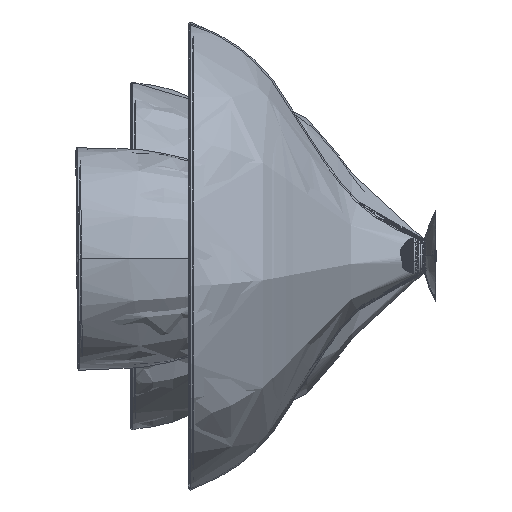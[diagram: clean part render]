
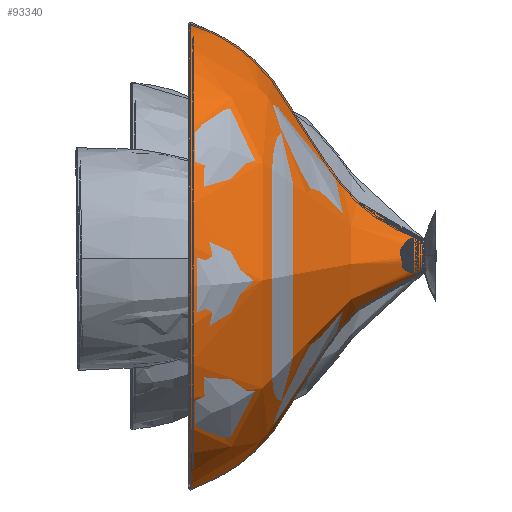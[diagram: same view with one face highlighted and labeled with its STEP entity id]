
A CAD part, left-side view. The second image highlights one B-rep face of the part: STEP entity #93340.
In plain terms, the highlighted free-form (B-spline) face has degree [4, 3] with [5, 4] control points.
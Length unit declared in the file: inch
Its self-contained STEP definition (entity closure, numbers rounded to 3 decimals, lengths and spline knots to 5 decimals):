
#2012 = CARTESIAN_POINT ( 'NONE',  ( 24.16622, -12., 12.08311 ) ) ;
#7032 = ORIENTED_EDGE ( 'NONE', *, *, #88993, .T. ) ;
#13333 = VERTEX_POINT ( 'NONE', #20840 ) ;
#14127 = VERTEX_POINT ( 'NONE', #188313 ) ;
#17079 = AXIS2_PLACEMENT_3D ( 'NONE', #70672, #56548, #41451 ) ;
#20376 = CIRCLE ( 'NONE', #17079, 12.08311 ) ;
#20840 = CARTESIAN_POINT ( 'NONE',  ( 0., 0., 0.9 ) ) ;
#22720 =( BOUNDED_SURFACE ( )  B_SPLINE_SURFACE ( 4, 3, ( 
 ( #75383, #134923, #73404, #183080 ),
 ( #45210, #197161, #196169, #58322 ),
 ( #43231, #104587, #44192, #151960 ),
 ( #113554, #189000, #81311, #64293 ),
 ( #157911, #127718, #2012, #63268 ) ),
 .UNSPECIFIED., .F., .F., .F. ) 
 B_SPLINE_SURFACE_WITH_KNOTS ( ( 5, 5 ),
 ( 4, 4 ),
 ( 0., 1. ),
 ( 0., 1. ),
 .UNSPECIFIED. ) 
 GEOMETRIC_REPRESENTATION_ITEM ( )  RATIONAL_B_SPLINE_SURFACE ( (
 ( 1., 0.333, 0.333, 1.),
 ( 1., 0.333, 0.333, 1.),
 ( 1., 0.333, 0.333, 1.),
 ( 1., 0.333, 0.333, 1.),
 ( 1., 0.333, 0.333, 1.) ) ) 
 REPRESENTATION_ITEM ( '' )  SURFACE ( )  );
#28744 = ORIENTED_EDGE ( 'NONE', *, *, #159184, .F. ) ;
#29168 = CARTESIAN_POINT ( 'NONE',  ( 0., -12., 12.08311 ) ) ;
#34290 = EDGE_CURVE ( 'NONE', #64994, #13333, #177952, .T. ) ;
#41451 = DIRECTION ( 'NONE',  ( 0., 0., -1. ) ) ;
#43231 = CARTESIAN_POINT ( 'NONE',  ( 0., -5.81289, -6.20665 ) ) ;
#44192 = CARTESIAN_POINT ( 'NONE',  ( 12.4133, -5.81289, 6.20665 ) ) ;
#45210 = CARTESIAN_POINT ( 'NONE',  ( 0., -5.01038, -2.53062 ) ) ;
#56548 = DIRECTION ( 'NONE',  ( 0., -1., 0. ) ) ;
#58322 = CARTESIAN_POINT ( 'NONE',  ( 0., -5.01038, 2.53062 ) ) ;
#58651 = ORIENTED_EDGE ( 'NONE', *, *, #112866, .F. ) ;
#60451 = ORIENTED_EDGE ( 'NONE', *, *, #34290, .T. ) ;
#63268 = CARTESIAN_POINT ( 'NONE',  ( 0., -12., 12.08311 ) ) ;
#64293 = CARTESIAN_POINT ( 'NONE',  ( 0., -7.15904, 10.71107 ) ) ;
#64994 = VERTEX_POINT ( 'NONE', #151251 ) ;
#70672 = CARTESIAN_POINT ( 'NONE',  ( 0., -12., 0. ) ) ;
#73404 = CARTESIAN_POINT ( 'NONE',  ( 1.8, 0., 0.9 ) ) ;
#73963 = DIRECTION ( 'NONE',  ( 0., 0., -1. ) ) ;
#74341 = CARTESIAN_POINT ( 'NONE',  ( 0., -7.15904, 10.71107 ) ) ;
#75383 = CARTESIAN_POINT ( 'NONE',  ( 0., 0., -0.9 ) ) ;
#81311 = CARTESIAN_POINT ( 'NONE',  ( 21.42214, -7.15904, 10.71107 ) ) ;
#88993 = EDGE_CURVE ( 'NONE', #13333, #14127, #188838, .T. ) ;
#89042 = DIRECTION ( 'NONE',  ( 0., -1., 0. ) ) ;
#91439 = CARTESIAN_POINT ( 'NONE',  ( 0., -5.81289, 6.20665 ) ) ;
#93340 = ADVANCED_FACE ( 'NONE', ( #105605 ), #22720, .F. ) ;
#93733 = CARTESIAN_POINT ( 'NONE',  ( 0., -5.01038, -2.53062 ) ) ;
#94735 = CARTESIAN_POINT ( 'NONE',  ( 0., 0., -0.9 ) ) ;
#103203 = CARTESIAN_POINT ( 'NONE',  ( 0., 0., 0. ) ) ;
#104087 = AXIS2_PLACEMENT_3D ( 'NONE', #103203, #89042, #73963 ) ;
#104587 = CARTESIAN_POINT ( 'NONE',  ( 12.4133, -5.81289, -6.20665 ) ) ;
#105605 = FACE_OUTER_BOUND ( 'NONE', #178626, .T. ) ;
#106843 = CARTESIAN_POINT ( 'NONE',  ( 0., -12., -12.08311 ) ) ;
#112866 = EDGE_CURVE ( 'NONE', #172037, #14127, #20376, .T. ) ;
#113554 = CARTESIAN_POINT ( 'NONE',  ( 0., -7.15904, -10.71107 ) ) ;
#122689 = CARTESIAN_POINT ( 'NONE',  ( 0., 0., 0.9 ) ) ;
#127718 = CARTESIAN_POINT ( 'NONE',  ( 24.16622, -12., -12.08311 ) ) ;
#134923 = CARTESIAN_POINT ( 'NONE',  ( 1.8, 0., -0.9 ) ) ;
#135038 = B_SPLINE_CURVE_WITH_KNOTS ( 'NONE', 4,
 ( #94735, #93733, #155169, #137120, #106843 ),
 .UNSPECIFIED., .F., .F.,
 ( 5, 5 ),
 ( 0., 1. ),
 .UNSPECIFIED. ) ;
#137120 = CARTESIAN_POINT ( 'NONE',  ( 0., -7.15904, -10.71107 ) ) ;
#151251 = CARTESIAN_POINT ( 'NONE',  ( 0., 0., -0.9 ) ) ;
#151960 = CARTESIAN_POINT ( 'NONE',  ( 0., -5.81289, 6.20665 ) ) ;
#155169 = CARTESIAN_POINT ( 'NONE',  ( 0., -5.81289, -6.20665 ) ) ;
#157911 = CARTESIAN_POINT ( 'NONE',  ( 0., -12., -12.08311 ) ) ;
#159184 = EDGE_CURVE ( 'NONE', #64994, #172037, #135038, .T. ) ;
#172037 = VERTEX_POINT ( 'NONE', #188543 ) ;
#177952 = CIRCLE ( 'NONE', #104087, 0.9 ) ;
#178626 = EDGE_LOOP ( 'NONE', ( #60451, #7032, #58651, #28744 ) ) ;
#183080 = CARTESIAN_POINT ( 'NONE',  ( 0., 0., 0.9 ) ) ;
#184007 = CARTESIAN_POINT ( 'NONE',  ( 0., -5.01038, 2.53062 ) ) ;
#188313 = CARTESIAN_POINT ( 'NONE',  ( 0., -12., 12.08311 ) ) ;
#188543 = CARTESIAN_POINT ( 'NONE',  ( 0., -12., -12.08311 ) ) ;
#188838 = B_SPLINE_CURVE_WITH_KNOTS ( 'NONE', 4,
 ( #122689, #184007, #91439, #74341, #29168 ),
 .UNSPECIFIED., .F., .F.,
 ( 5, 5 ),
 ( 0., 1. ),
 .UNSPECIFIED. ) ;
#189000 = CARTESIAN_POINT ( 'NONE',  ( 21.42214, -7.15904, -10.71107 ) ) ;
#196169 = CARTESIAN_POINT ( 'NONE',  ( 5.06125, -5.01038, 2.53062 ) ) ;
#197161 = CARTESIAN_POINT ( 'NONE',  ( 5.06125, -5.01038, -2.53062 ) ) ;
